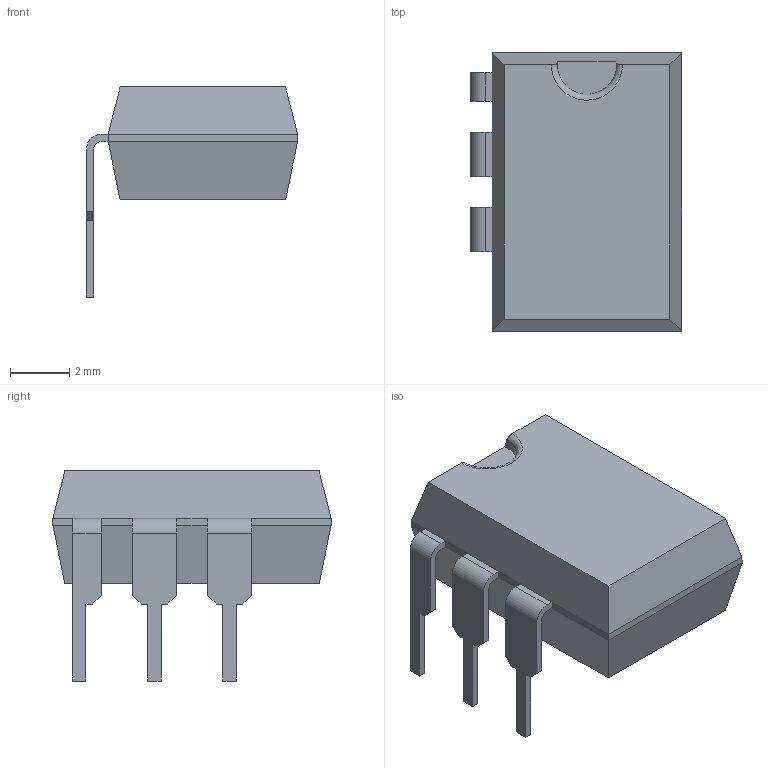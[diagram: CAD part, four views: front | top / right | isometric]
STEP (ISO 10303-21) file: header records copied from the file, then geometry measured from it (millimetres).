
FILE_DESCRIPTION (( 'STEP AP214' ), '1' );
FILE_NAME ('User Library-DIP8-2.STEP', '2014-03-11T11:39:10', ( 'Windows User' ), ( '' ), 'SwSTEP 2.0', 'SolidWorks 2014', '' );
FILE_SCHEMA (( 'AUTOMOTIVE_DESIGN' ));
Length unit declared in the file: millimetre
Products named in the file (4): User Library-DIP8-2_DIP8-P1; User Library-DIP8-2_DIP8-B; User Library-DIP8-2_DIP8-P2; User Library-DIP8-2
Assembly tree (4 placements, depth 2):
  User Library-DIP8-2
    User Library-DIP8-2_DIP8-P2
    User Library-DIP8-2_DIP8-B
    User Library-DIP8-2_DIP8-P1  x2
Bounding box: 7.13 x 9.4 x 7.1 mm (x, y, z)
Volume: 210.1 mm3; surface area: 256.7 mm2
Topology: 4 solids, 4 shells, 66 faces, 162 edges, 104 vertices
Faces by surface type: plane 54, cylinder 9, bspline 3
Entity records: 2153 total; most frequent: CARTESIAN_POINT 317, ORIENTED_EDGE 240, DIRECTION 239, EDGE_CURVE 120, VECTOR 99, LINE 99, VERTEX_POINT 76, AXIS2_PLACEMENT_3D 70
